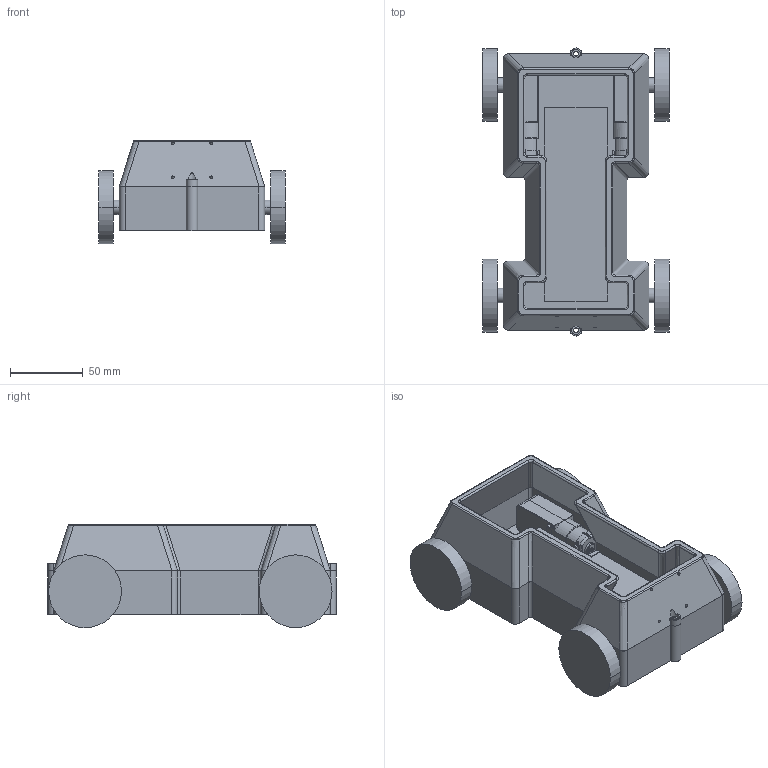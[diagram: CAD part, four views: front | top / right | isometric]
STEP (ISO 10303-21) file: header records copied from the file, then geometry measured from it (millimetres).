
FILE_DESCRIPTION(('CATIA V5 STEP Exchange'),'2;1');
FILE_NAME('ansamblu_piesa_smechera.stp','2023-02-22T14:04:45+00:00',('none'),('none'),'CATIA Version 5 Release 20 GA (IN-10)','CATIA V5 STEP AP203','none');
FILE_SCHEMA(('CONFIG_CONTROL_DESIGN'));
Length unit declared in the file: millimetre
Products named in the file (1): Product1
Assembly tree (10 placements, depth 2):
  Product1
    #58
    #10764  x2
    #12866  x2
    #24126
    #24545
    #24791
    #25037
    #25349
Bounding box: 128 x 198 x 71 mm (x, y, z)
Volume: 408369.7 mm3; surface area: 178300.4 mm2
Topology: 33 solids, 33 shells, 1123 faces, 2838 edges, 1834 vertices
Faces by surface type: cylinder 428, plane 419, bspline 132, torus 60, cone 52, sphere 32
Entity records: 25557 total; most frequent: CARTESIAN_POINT 10046, ORIENTED_EDGE 3524, DIRECTION 2385, EDGE_CURVE 1762, VERTEX_POINT 1137, AXIS2_PLACEMENT_3D 1097, EDGE_LOOP 787, VECTOR 772
